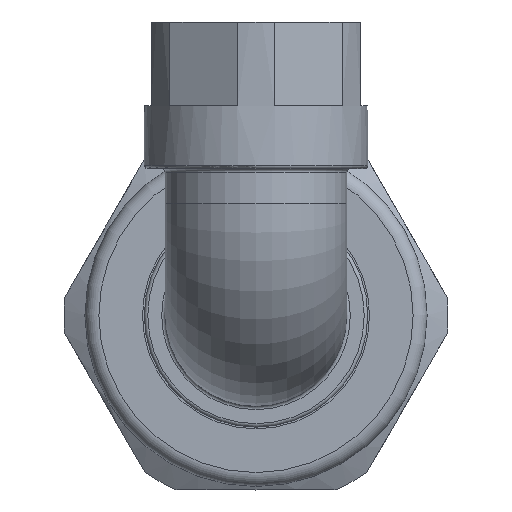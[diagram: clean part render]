
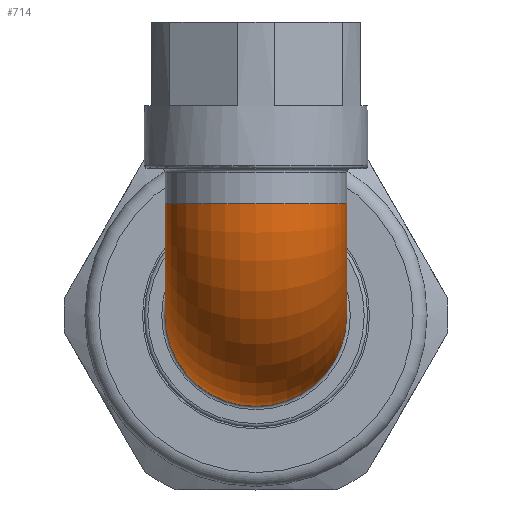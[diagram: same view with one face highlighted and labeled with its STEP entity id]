
A CAD part, left-side view. The second image highlights one B-rep face of the part: STEP entity #714.
In plain terms, the highlighted toroidal (fillet/blend) face has major radius 16 mm and minor radius 13 mm.
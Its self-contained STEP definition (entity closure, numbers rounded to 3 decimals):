
#46 = DIRECTION ( 'NONE',  ( 0., 1., 0. ) ) ;
#47 = DIRECTION ( 'NONE',  ( -1., 0., 0. ) ) ;
#50 = CARTESIAN_POINT ( 'NONE',  ( -23.63, 0., 0. ) ) ;
#59 = EDGE_CURVE ( 'NONE', #1626, #1626, #393, .T. ) ;
#148 = EDGE_LOOP ( 'NONE', ( #653 ) ) ;
#192 = FACE_OUTER_BOUND ( 'NONE', #148, .T. ) ;
#393 = CIRCLE ( 'NONE', #2730, 13. ) ;
#653 = ORIENTED_EDGE ( 'NONE', *, *, #1844, .T. ) ;
#714 = ADVANCED_FACE ( 'NONE', ( #192, #3072 ), #1138, .T. ) ;
#824 = EDGE_LOOP ( 'NONE', ( #2613 ) ) ;
#1138 = TOROIDAL_SURFACE ( 'NONE', #2577, 16., 13. ) ;
#1551 = DIRECTION ( 'NONE',  ( 1., 0., 0. ) ) ;
#1562 = DIRECTION ( 'NONE',  ( 0., 1., 0. ) ) ;
#1569 = CARTESIAN_POINT ( 'NONE',  ( -23.63, 0., 16. ) ) ;
#1626 = VERTEX_POINT ( 'NONE', #2774 ) ;
#1764 = VERTEX_POINT ( 'NONE', #3081 ) ;
#1844 = EDGE_CURVE ( 'NONE', #1764, #1764, #3256, .T. ) ;
#2440 = DIRECTION ( 'NONE',  ( 0., 1., 0. ) ) ;
#2446 = DIRECTION ( 'NONE',  ( 0., 0., 1. ) ) ;
#2447 = CARTESIAN_POINT ( 'NONE',  ( -39.63, 0., 16. ) ) ;
#2577 = AXIS2_PLACEMENT_3D ( 'NONE', #1569, #1562, #1551 ) ;
#2613 = ORIENTED_EDGE ( 'NONE', *, *, #59, .F. ) ;
#2730 = AXIS2_PLACEMENT_3D ( 'NONE', #2447, #2446, #2440 ) ;
#2774 = CARTESIAN_POINT ( 'NONE',  ( -39.63, 13., 16. ) ) ;
#2968 = AXIS2_PLACEMENT_3D ( 'NONE', #50, #47, #46 ) ;
#3072 = FACE_OUTER_BOUND ( 'NONE', #824, .T. ) ;
#3081 = CARTESIAN_POINT ( 'NONE',  ( -23.63, 13., 0. ) ) ;
#3256 = CIRCLE ( 'NONE', #2968, 13. ) ;
